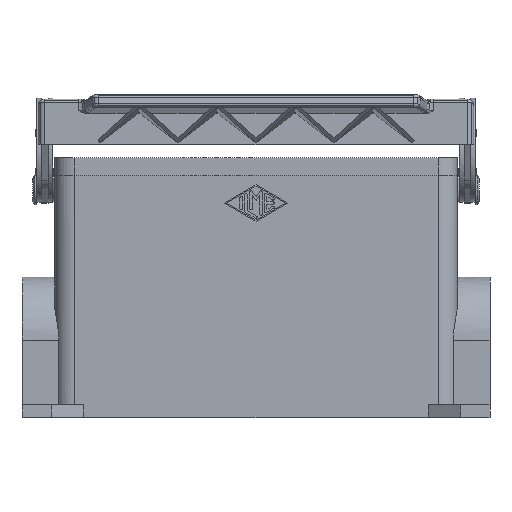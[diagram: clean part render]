
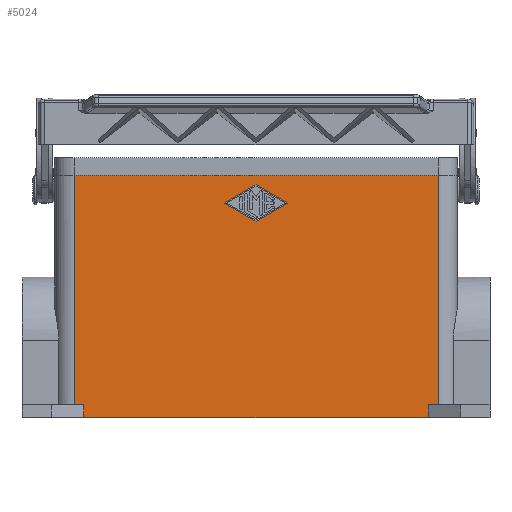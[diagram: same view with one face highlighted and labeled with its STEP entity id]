
A CAD part, front view. The second image highlights one B-rep face of the part: STEP entity #5024.
In plain terms, the highlighted planar face has unit normal (0, -1, 0).
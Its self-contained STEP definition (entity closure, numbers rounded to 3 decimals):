
#4182=CARTESIAN_POINT('',(-9.75,-21.75,15.));
#4183=VERTEX_POINT('',#4182);
#4190=CARTESIAN_POINT('',(0.,-21.75,9.375));
#4191=VERTEX_POINT('',#4190);
#4192=CARTESIAN_POINT('',(0.,-21.75,9.375));
#4193=DIRECTION('',(-0.866,0.0,0.5));
#4194=VECTOR('',#4193,11.256);
#4195=LINE('',#4192,#4194);
#4196=EDGE_CURVE('',#4191,#4183,#4195,.T.);
#4221=CARTESIAN_POINT('',(9.75,-21.75,15.));
#4222=VERTEX_POINT('',#4221);
#4223=CARTESIAN_POINT('',(9.75,-21.75,15.));
#4224=DIRECTION('',(-0.866,0.0,-0.5));
#4225=VECTOR('',#4224,11.256);
#4226=LINE('',#4223,#4225);
#4227=EDGE_CURVE('',#4222,#4191,#4226,.T.);
#4252=CARTESIAN_POINT('',(0.,-21.75,20.625));
#4253=VERTEX_POINT('',#4252);
#4254=CARTESIAN_POINT('',(0.,-21.75,20.625));
#4255=DIRECTION('',(0.866,0.0,-0.5));
#4256=VECTOR('',#4255,11.256);
#4257=LINE('',#4254,#4256);
#4258=EDGE_CURVE('',#4253,#4222,#4257,.T.);
#4281=CARTESIAN_POINT('',(-9.75,-21.75,15.));
#4282=DIRECTION('',(0.866,0.0,0.5));
#4283=VECTOR('',#4282,11.256);
#4284=LINE('',#4281,#4283);
#4285=EDGE_CURVE('',#4183,#4253,#4284,.T.);
#4947=CARTESIAN_POINT('',(53.0,-21.75,-51.0));
#4948=DIRECTION('',(0.0,-1.0,0.0));
#4949=DIRECTION('',(0.0,0.0,-1.0));
#4950=AXIS2_PLACEMENT_3D('',#4947,#4948,#4949);
#4951=PLANE('',#4950);
#4952=CARTESIAN_POINT('',(-53.0,-21.75,-51.0));
#4953=VERTEX_POINT('',#4952);
#4954=CARTESIAN_POINT('',(-53.0,-21.75,-47.));
#4955=VERTEX_POINT('',#4954);
#4956=CARTESIAN_POINT('',(-53.0,-21.75,-51.0));
#4957=DIRECTION('',(0.0,0.0,1.0));
#4958=VECTOR('',#4957,4.);
#4959=LINE('',#4956,#4958);
#4960=EDGE_CURVE('',#4953,#4955,#4959,.T.);
#4961=ORIENTED_EDGE('',*,*,#4960,.F.);
#4962=CARTESIAN_POINT('',(53.0,-21.75,-51.0));
#4963=VERTEX_POINT('',#4962);
#4964=CARTESIAN_POINT('',(53.0,-21.75,-51.0));
#4965=DIRECTION('',(-1.0,0.0,0.0));
#4966=VECTOR('',#4965,106.0);
#4967=LINE('',#4964,#4966);
#4968=EDGE_CURVE('',#4963,#4953,#4967,.T.);
#4969=ORIENTED_EDGE('',*,*,#4968,.F.);
#4970=CARTESIAN_POINT('',(53.0,-21.75,-47.));
#4971=VERTEX_POINT('',#4970);
#4972=CARTESIAN_POINT('',(53.0,-21.75,-51.0));
#4973=DIRECTION('',(0.0,0.0,1.0));
#4974=VECTOR('',#4973,4.);
#4975=LINE('',#4972,#4974);
#4976=EDGE_CURVE('',#4963,#4971,#4975,.T.);
#4977=ORIENTED_EDGE('',*,*,#4976,.T.);
#4978=CARTESIAN_POINT('',(56.0,-21.75,-47.));
#4979=VERTEX_POINT('',#4978);
#4980=CARTESIAN_POINT('',(56.0,-21.75,-47.));
#4981=DIRECTION('',(-1.0,0.0,0.0));
#4982=VECTOR('',#4981,3.0);
#4983=LINE('',#4980,#4982);
#4984=EDGE_CURVE('',#4979,#4971,#4983,.T.);
#4985=ORIENTED_EDGE('',*,*,#4984,.F.);
#4986=CARTESIAN_POINT('',(56.0,-21.75,23.5));
#4987=VERTEX_POINT('',#4986);
#4988=CARTESIAN_POINT('',(56.0,-21.75,-47.));
#4989=DIRECTION('',(0.0,0.0,1.0));
#4990=VECTOR('',#4989,70.5);
#4991=LINE('',#4988,#4990);
#4992=EDGE_CURVE('',#4979,#4987,#4991,.T.);
#4993=ORIENTED_EDGE('',*,*,#4992,.T.);
#4994=CARTESIAN_POINT('',(-56.0,-21.75,23.5));
#4995=VERTEX_POINT('',#4994);
#4996=CARTESIAN_POINT('',(56.0,-21.75,23.5));
#4997=DIRECTION('',(-1.0,0.0,0.0));
#4998=VECTOR('',#4997,112.0);
#4999=LINE('',#4996,#4998);
#5000=EDGE_CURVE('',#4987,#4995,#4999,.T.);
#5001=ORIENTED_EDGE('',*,*,#5000,.T.);
#5002=CARTESIAN_POINT('',(-56.0,-21.75,-47.));
#5003=VERTEX_POINT('',#5002);
#5004=CARTESIAN_POINT('',(-56.0,-21.75,-47.));
#5005=DIRECTION('',(0.0,0.0,1.0));
#5006=VECTOR('',#5005,70.5);
#5007=LINE('',#5004,#5006);
#5008=EDGE_CURVE('',#5003,#4995,#5007,.T.);
#5009=ORIENTED_EDGE('',*,*,#5008,.F.);
#5010=CARTESIAN_POINT('',(-53.0,-21.75,-47.));
#5011=DIRECTION('',(-1.0,0.0,0.0));
#5012=VECTOR('',#5011,3.0);
#5013=LINE('',#5010,#5012);
#5014=EDGE_CURVE('',#4955,#5003,#5013,.T.);
#5015=ORIENTED_EDGE('',*,*,#5014,.F.);
#5016=EDGE_LOOP('',(#4961,#4969,#4977,#4985,#4993,#5001,#5009,#5015));
#5017=FACE_OUTER_BOUND('',#5016,.T.);
#5018=ORIENTED_EDGE('',*,*,#4196,.T.);
#5019=ORIENTED_EDGE('',*,*,#4285,.T.);
#5020=ORIENTED_EDGE('',*,*,#4258,.T.);
#5021=ORIENTED_EDGE('',*,*,#4227,.T.);
#5022=EDGE_LOOP('',(#5018,#5019,#5020,#5021));
#5023=FACE_BOUND('',#5022,.T.);
#5024=ADVANCED_FACE('',(#5017,#5023),#4951,.T.);
